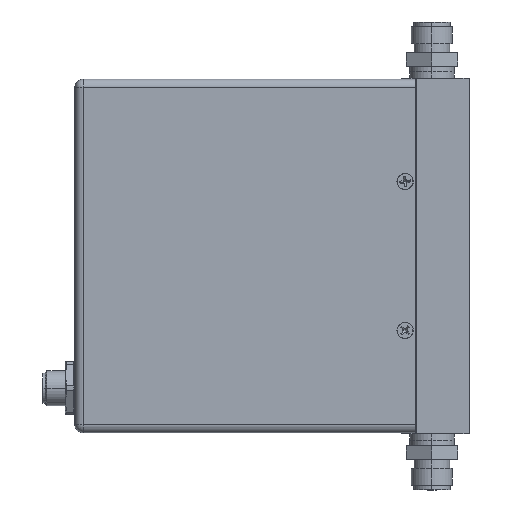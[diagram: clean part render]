
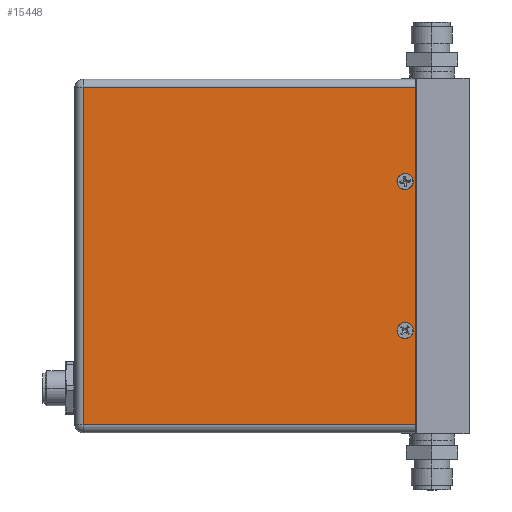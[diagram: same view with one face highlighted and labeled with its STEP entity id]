
A CAD part, left-side view. The second image highlights one B-rep face of the part: STEP entity #15448.
In plain terms, the highlighted planar face has unit normal (-1, 0, 0).
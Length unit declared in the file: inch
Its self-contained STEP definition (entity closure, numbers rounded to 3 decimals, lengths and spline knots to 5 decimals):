
#15 = LINE ( 'NONE', #15071, #15413 ) ;
#239 = DIRECTION ( 'NONE',  ( 0., 0., -1. ) ) ;
#274 = DIRECTION ( 'NONE',  ( 1., 0., 0. ) ) ;
#315 = DIRECTION ( 'NONE',  ( 1., 0., 0. ) ) ;
#454 = CARTESIAN_POINT ( 'NONE',  ( -1.12528, 0.39314, -0.77111 ) ) ;
#663 = CARTESIAN_POINT ( 'NONE',  ( -1.12528, 0.39314, 1.33789 ) ) ;
#858 = CARTESIAN_POINT ( 'NONE',  ( -1.12528, 0.39314, 1.22889 ) ) ;
#1024 = CARTESIAN_POINT ( 'NONE',  ( -1.12528, 0.39314, -0.88011 ) ) ;
#1174 = CARTESIAN_POINT ( 'NONE',  ( -1.12528, 4.72214, -2.03611 ) ) ;
#2172 = DIRECTION ( 'NONE',  ( 1., 0., 0. ) ) ;
#2377 = CARTESIAN_POINT ( 'NONE',  ( -1.12528, 4.83214, 2.49389 ) ) ;
#3557 = ORIENTED_EDGE ( 'NONE', *, *, #4184, .T. ) ;
#4184 = EDGE_CURVE ( 'NONE', #10593, #6848, #16566, .T. ) ;
#4243 = EDGE_CURVE ( 'NONE', #9531, #10872, #4922, .T. ) ;
#4273 = EDGE_CURVE ( 'NONE', #6648, #15884, #17557, .T. ) ;
#4399 = EDGE_CURVE ( 'NONE', #6848, #7020, #13554, .T. ) ;
#4520 = EDGE_CURVE ( 'NONE', #7020, #6978, #15685, .T. ) ;
#4551 = EDGE_CURVE ( 'NONE', #6978, #10593, #15, .T. ) ;
#4681 = CARTESIAN_POINT ( 'NONE',  ( -1.12528, 4.72214, 2.49389 ) ) ;
#4922 = CIRCLE ( 'NONE', #8811, 0.109 ) ;
#5271 = ORIENTED_EDGE ( 'NONE', *, *, #4273, .T. ) ;
#5358 = AXIS2_PLACEMENT_3D ( 'NONE', #858, #274, #11122 ) ;
#5713 = AXIS2_PLACEMENT_3D ( 'NONE', #8483, #8479, #8426 ) ;
#5768 = CIRCLE ( 'NONE', #5713, 0.109 ) ;
#5805 = DIRECTION ( 'NONE',  ( 0., 0., 1. ) ) ;
#6036 = CARTESIAN_POINT ( 'NONE',  ( -1.12528, 0.25814, 2.49389 ) ) ;
#6648 = VERTEX_POINT ( 'NONE', #663 ) ;
#6848 = VERTEX_POINT ( 'NONE', #6036 ) ;
#6873 = EDGE_LOOP ( 'NONE', ( #3557, #16324, #14674, #8238 ) ) ;
#6978 = VERTEX_POINT ( 'NONE', #1174 ) ;
#7020 = VERTEX_POINT ( 'NONE', #4681 ) ;
#7246 = CARTESIAN_POINT ( 'NONE',  ( -1.12528, 0.25814, 2.60389 ) ) ;
#7354 = DIRECTION ( 'NONE',  ( 0., 0., -1. ) ) ;
#7381 = DIRECTION ( 'NONE',  ( 1., 0., 0. ) ) ;
#7431 = CARTESIAN_POINT ( 'NONE',  ( -1.12528, 4.83214, 2.60389 ) ) ;
#7778 = PLANE ( 'NONE',  #10487 ) ;
#8125 = CARTESIAN_POINT ( 'NONE',  ( -1.12528, 0.25814, -2.03611 ) ) ;
#8238 = ORIENTED_EDGE ( 'NONE', *, *, #4551, .T. ) ;
#8426 = DIRECTION ( 'NONE',  ( 0., 0., -1. ) ) ;
#8428 = ORIENTED_EDGE ( 'NONE', *, *, #4243, .T. ) ;
#8479 = DIRECTION ( 'NONE',  ( 1., 0., 0. ) ) ;
#8483 = CARTESIAN_POINT ( 'NONE',  ( -1.12528, 0.39314, 1.22889 ) ) ;
#8811 = AXIS2_PLACEMENT_3D ( 'NONE', #19456, #2172, #20236 ) ;
#9531 = VERTEX_POINT ( 'NONE', #15888 ) ;
#9551 = EDGE_LOOP ( 'NONE', ( #10308, #5271 ) ) ;
#9584 = FACE_OUTER_BOUND ( 'NONE', #6873, .T. ) ;
#9888 = EDGE_LOOP ( 'NONE', ( #16518, #8428 ) ) ;
#10308 = ORIENTED_EDGE ( 'NONE', *, *, #20118, .T. ) ;
#10487 = AXIS2_PLACEMENT_3D ( 'NONE', #7431, #7381, #7354 ) ;
#10593 = VERTEX_POINT ( 'NONE', #8125 ) ;
#10872 = VERTEX_POINT ( 'NONE', #1024 ) ;
#10957 = DIRECTION ( 'NONE',  ( 0., -1., 0. ) ) ;
#11122 = DIRECTION ( 'NONE',  ( 0., 0., -1. ) ) ;
#13554 = LINE ( 'NONE', #2377, #13576 ) ;
#13576 = VECTOR ( 'NONE', #19493, 39.37008 ) ;
#13637 = AXIS2_PLACEMENT_3D ( 'NONE', #454, #315, #239 ) ;
#14674 = ORIENTED_EDGE ( 'NONE', *, *, #4520, .T. ) ;
#15071 = CARTESIAN_POINT ( 'NONE',  ( -1.12528, 4.83214, -2.03611 ) ) ;
#15413 = VECTOR ( 'NONE', #10957, 39.37008 ) ;
#15431 = VECTOR ( 'NONE', #16886, 39.37008 ) ;
#15448 = ADVANCED_FACE ( 'NONE', ( #9584, #18302, #18093 ), #7778, .F. ) ;
#15685 = LINE ( 'NONE', #18390, #15431 ) ;
#15884 = VERTEX_POINT ( 'NONE', #15905 ) ;
#15888 = CARTESIAN_POINT ( 'NONE',  ( -1.12528, 0.39314, -0.66211 ) ) ;
#15905 = CARTESIAN_POINT ( 'NONE',  ( -1.12528, 0.39314, 1.11989 ) ) ;
#16324 = ORIENTED_EDGE ( 'NONE', *, *, #4399, .T. ) ;
#16518 = ORIENTED_EDGE ( 'NONE', *, *, #20369, .T. ) ;
#16566 = LINE ( 'NONE', #7246, #16587 ) ;
#16587 = VECTOR ( 'NONE', #5805, 39.37008 ) ;
#16886 = DIRECTION ( 'NONE',  ( 0., 0., -1. ) ) ;
#17477 = CIRCLE ( 'NONE', #13637, 0.109 ) ;
#17557 = CIRCLE ( 'NONE', #5358, 0.109 ) ;
#18093 = FACE_BOUND ( 'NONE', #9888, .T. ) ;
#18302 = FACE_BOUND ( 'NONE', #9551, .T. ) ;
#18390 = CARTESIAN_POINT ( 'NONE',  ( -1.12528, 4.72214, 2.60389 ) ) ;
#19456 = CARTESIAN_POINT ( 'NONE',  ( -1.12528, 0.39314, -0.77111 ) ) ;
#19493 = DIRECTION ( 'NONE',  ( 0., 1., 0. ) ) ;
#20118 = EDGE_CURVE ( 'NONE', #15884, #6648, #5768, .T. ) ;
#20236 = DIRECTION ( 'NONE',  ( 0., 0., -1. ) ) ;
#20369 = EDGE_CURVE ( 'NONE', #10872, #9531, #17477, .T. ) ;
